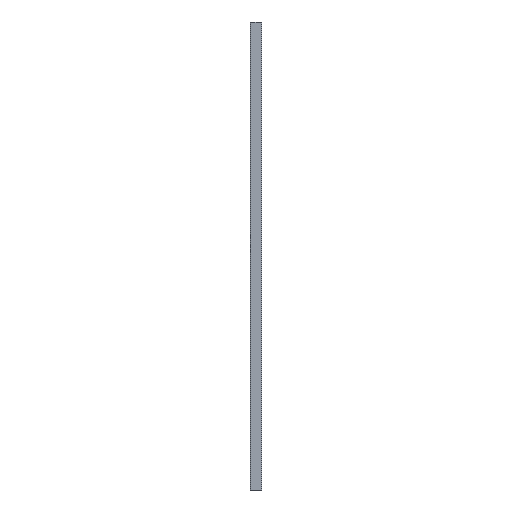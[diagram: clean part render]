
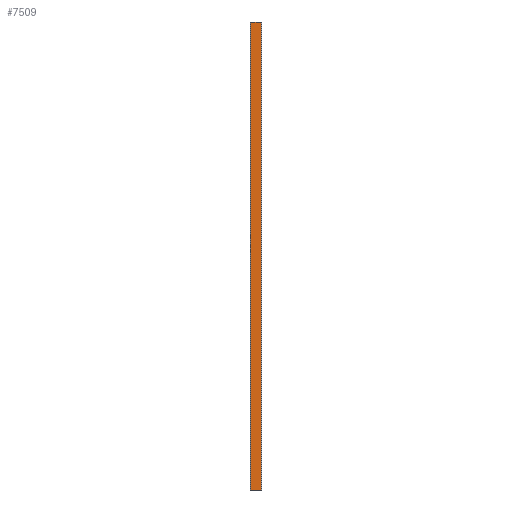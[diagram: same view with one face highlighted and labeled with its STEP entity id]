
A CAD part, left-side view. The second image highlights one B-rep face of the part: STEP entity #7509.
In plain terms, the highlighted planar face has unit normal (-1, 0, 0).
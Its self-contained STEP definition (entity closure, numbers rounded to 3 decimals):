
#60 = EDGE_CURVE ( 'NONE', #13026, #15831, #8185, .T. ) ;
#325 = FACE_OUTER_BOUND ( 'NONE', #25093, .T. ) ;
#611 = DIRECTION ( 'NONE',  ( 0., 0., -1. ) ) ;
#2616 = VECTOR ( 'NONE', #13022, 1000. ) ;
#4571 = VERTEX_POINT ( 'NONE', #13815 ) ;
#4630 = CARTESIAN_POINT ( 'NONE',  ( -12., 8., 320. ) ) ;
#5006 = DIRECTION ( 'NONE',  ( 0., 0., 1. ) ) ;
#6806 = CARTESIAN_POINT ( 'NONE',  ( -12., 8., 0. ) ) ;
#7509 = ADVANCED_FACE ( 'NONE', ( #325 ), #37821, .F. ) ;
#7764 = DIRECTION ( 'NONE',  ( 0., -1., 0. ) ) ;
#8185 = LINE ( 'NONE', #31730, #22749 ) ;
#12775 = LINE ( 'NONE', #6806, #2616 ) ;
#13022 = DIRECTION ( 'NONE',  ( 0., -1., 0. ) ) ;
#13026 = VERTEX_POINT ( 'NONE', #14575 ) ;
#13815 = CARTESIAN_POINT ( 'NONE',  ( -12., 0.5, 0. ) ) ;
#14575 = CARTESIAN_POINT ( 'NONE',  ( -12., 7.5, 320. ) ) ;
#15063 = ORIENTED_EDGE ( 'NONE', *, *, #15719, .T. ) ;
#15145 = LINE ( 'NONE', #17333, #30703 ) ;
#15719 = EDGE_CURVE ( 'NONE', #15831, #4571, #12775, .T. ) ;
#15803 = LINE ( 'NONE', #4630, #38646 ) ;
#15831 = VERTEX_POINT ( 'NONE', #32303 ) ;
#17333 = CARTESIAN_POINT ( 'NONE',  ( -12., 0.5, 320. ) ) ;
#19216 = DIRECTION ( 'NONE',  ( 1., 0., 0. ) ) ;
#22368 = DIRECTION ( 'NONE',  ( 0., 0., -1. ) ) ;
#22749 = VECTOR ( 'NONE', #22368, 1000. ) ;
#25093 = EDGE_LOOP ( 'NONE', ( #15063, #31148, #31234, #35806 ) ) ;
#25164 = EDGE_CURVE ( 'NONE', #13026, #29211, #15803, .T. ) ;
#27812 = EDGE_CURVE ( 'NONE', #4571, #29211, #15145, .T. ) ;
#29211 = VERTEX_POINT ( 'NONE', #32416 ) ;
#30703 = VECTOR ( 'NONE', #5006, 1000. ) ;
#31148 = ORIENTED_EDGE ( 'NONE', *, *, #27812, .T. ) ;
#31234 = ORIENTED_EDGE ( 'NONE', *, *, #25164, .F. ) ;
#31730 = CARTESIAN_POINT ( 'NONE',  ( -12., 7.5, 320. ) ) ;
#32303 = CARTESIAN_POINT ( 'NONE',  ( -12., 7.5, 0. ) ) ;
#32416 = CARTESIAN_POINT ( 'NONE',  ( -12., 0.5, 320. ) ) ;
#34567 = CARTESIAN_POINT ( 'NONE',  ( -12., 8., 320. ) ) ;
#35387 = AXIS2_PLACEMENT_3D ( 'NONE', #34567, #19216, #611 ) ;
#35806 = ORIENTED_EDGE ( 'NONE', *, *, #60, .T. ) ;
#37821 = PLANE ( 'NONE',  #35387 ) ;
#38646 = VECTOR ( 'NONE', #7764, 1000. ) ;
